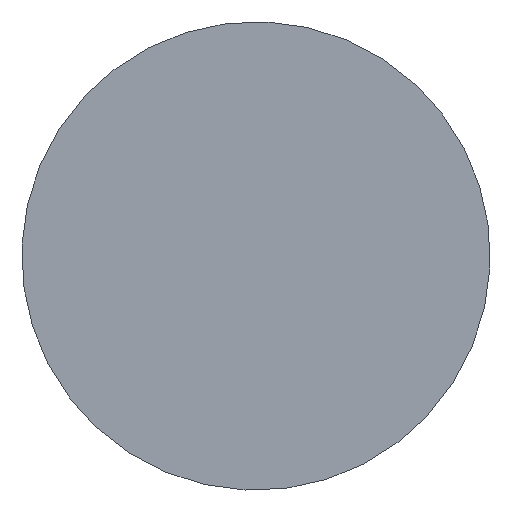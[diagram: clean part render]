
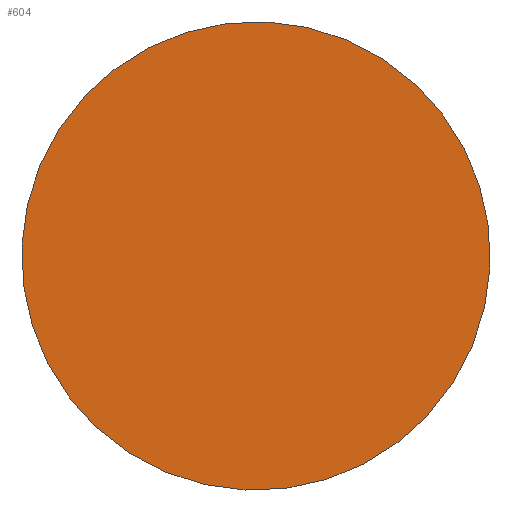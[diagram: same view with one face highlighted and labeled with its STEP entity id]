
A CAD part, front view. The second image highlights one B-rep face of the part: STEP entity #604.
In plain terms, the highlighted planar face has unit normal (0, -1, 0).
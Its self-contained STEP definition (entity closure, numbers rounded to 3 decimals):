
#98=FACE_OUTER_BOUND('',#135,.T.);
#135=EDGE_LOOP('',(#382,#383));
#181=CIRCLE('',#670,27.75);
#182=CIRCLE('',#671,27.75);
#232=VERTEX_POINT('',#958);
#233=VERTEX_POINT('',#959);
#292=EDGE_CURVE('',#232,#233,#181,.T.);
#293=EDGE_CURVE('',#233,#232,#182,.T.);
#382=ORIENTED_EDGE('',*,*,#292,.F.);
#383=ORIENTED_EDGE('',*,*,#293,.F.);
#555=PLANE('',#669);
#604=ADVANCED_FACE('',(#98),#555,.T.);
#669=AXIS2_PLACEMENT_3D('',#957,#769,#770);
#670=AXIS2_PLACEMENT_3D('',#960,#771,#772);
#671=AXIS2_PLACEMENT_3D('',#961,#773,#774);
#769=DIRECTION('center_axis',(0.,-1.,0.));
#770=DIRECTION('ref_axis',(-0.047,0.,-0.999));
#771=DIRECTION('center_axis',(0.,1.,0.));
#772=DIRECTION('ref_axis',(-0.999,0.,0.047));
#773=DIRECTION('center_axis',(0.,1.,0.));
#774=DIRECTION('ref_axis',(-0.999,0.,0.047));
#957=CARTESIAN_POINT('Origin',(-13.86,-40.,0.65));
#958=CARTESIAN_POINT('',(-27.719,-40.,1.301));
#959=CARTESIAN_POINT('',(27.719,-40.,-1.301));
#960=CARTESIAN_POINT('Origin',(0.,-40.,
0.));
#961=CARTESIAN_POINT('Origin',(0.,-40.,
0.));
